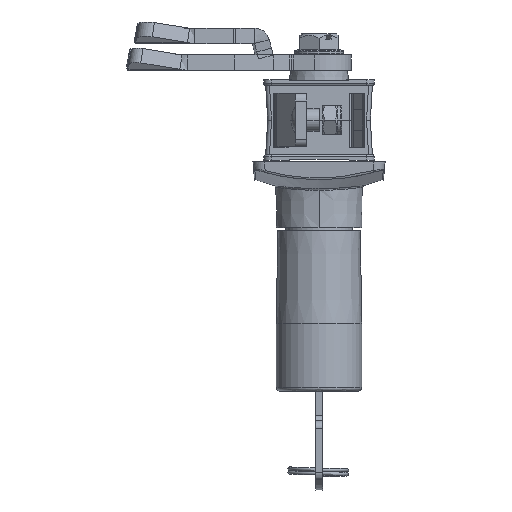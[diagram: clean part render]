
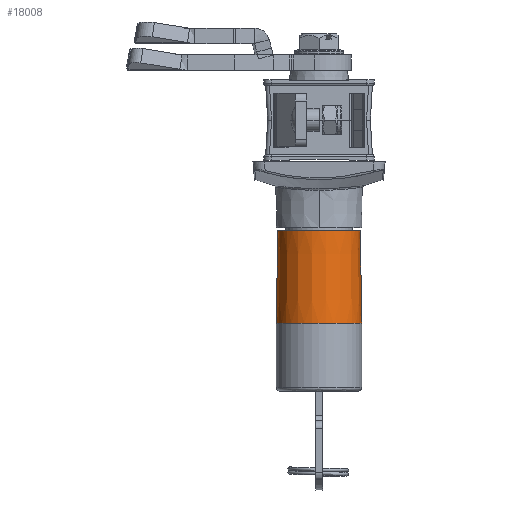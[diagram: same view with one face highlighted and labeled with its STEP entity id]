
A CAD part, left-side view. The second image highlights one B-rep face of the part: STEP entity #18008.
In plain terms, the highlighted conical face has half-angle 1 degrees and reference radius 11.242 mm.
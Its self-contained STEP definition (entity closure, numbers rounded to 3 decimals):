
#709 = AXIS2_PLACEMENT_3D ( 'NONE', #20312, #7017, #13024 ) ;
#1945 = EDGE_CURVE ( 'NONE', #28809, #12894, #7431, .T. ) ;
#2119 = AXIS2_PLACEMENT_3D ( 'NONE', #11660, #6120, #16663 ) ;
#2681 = CONICAL_SURFACE ( 'NONE', #2119, 11.242, 0.017 ) ;
#4563 = CARTESIAN_POINT ( 'NONE',  ( 0., 10.817, -0.342 ) ) ;
#4831 = DIRECTION ( 'NONE',  ( 0., -0.017, -1. ) ) ;
#4863 = DIRECTION ( 'NONE',  ( 0., 0., -1. ) ) ;
#6120 = DIRECTION ( 'NONE',  ( 0., 0., -1. ) ) ;
#6598 = CARTESIAN_POINT ( 'NONE',  ( 0., -10.817, -0.342 ) ) ;
#7017 = DIRECTION ( 'NONE',  ( 0., 0., -1. ) ) ;
#7431 = LINE ( 'NONE', #31235, #26584 ) ;
#7511 = CIRCLE ( 'NONE', #10811, 10.817 ) ;
#8556 = CARTESIAN_POINT ( 'NONE',  ( 0., 11.242, -24.684 ) ) ;
#10560 = CARTESIAN_POINT ( 'NONE',  ( 0., 0., -0.342 ) ) ;
#10811 = AXIS2_PLACEMENT_3D ( 'NONE', #10560, #4863, #33684 ) ;
#11660 = CARTESIAN_POINT ( 'NONE',  ( 0., 0., -24.684 ) ) ;
#12757 = DIRECTION ( 'NONE',  ( 0., 0.017, -1. ) ) ;
#12894 = VERTEX_POINT ( 'NONE', #21151 ) ;
#13024 = DIRECTION ( 'NONE',  ( 0., 1., 0. ) ) ;
#13307 = VERTEX_POINT ( 'NONE', #8556 ) ;
#13321 = ORIENTED_EDGE ( 'NONE', *, *, #1945, .F. ) ;
#13418 = EDGE_LOOP ( 'NONE', ( #13321, #19680, #23290, #20782 ) ) ;
#13741 = FACE_OUTER_BOUND ( 'NONE', #13418, .T. ) ;
#15583 = CIRCLE ( 'NONE', #709, 11.242 ) ;
#16663 = DIRECTION ( 'NONE',  ( 0., 1., 0. ) ) ;
#18008 = ADVANCED_FACE ( 'NONE', ( #13741 ), #2681, .T. ) ;
#19680 = ORIENTED_EDGE ( 'NONE', *, *, #29940, .T. ) ;
#20312 = CARTESIAN_POINT ( 'NONE',  ( 0., 0., -24.684 ) ) ;
#20782 = ORIENTED_EDGE ( 'NONE', *, *, #23590, .F. ) ;
#21151 = CARTESIAN_POINT ( 'NONE',  ( 0., -11.242, -24.684 ) ) ;
#23277 = EDGE_CURVE ( 'NONE', #28552, #13307, #28786, .T. ) ;
#23290 = ORIENTED_EDGE ( 'NONE', *, *, #23277, .T. ) ;
#23590 = EDGE_CURVE ( 'NONE', #12894, #13307, #15583, .T. ) ;
#26539 = VECTOR ( 'NONE', #12757, 1000. ) ;
#26584 = VECTOR ( 'NONE', #4831, 1000. ) ;
#28552 = VERTEX_POINT ( 'NONE', #4563 ) ;
#28786 = LINE ( 'NONE', #33632, #26539 ) ;
#28809 = VERTEX_POINT ( 'NONE', #6598 ) ;
#29940 = EDGE_CURVE ( 'NONE', #28809, #28552, #7511, .T. ) ;
#31235 = CARTESIAN_POINT ( 'NONE',  ( 0., -11.242, -24.684 ) ) ;
#33632 = CARTESIAN_POINT ( 'NONE',  ( 0., 11.242, -24.684 ) ) ;
#33684 = DIRECTION ( 'NONE',  ( 0., 1., 0. ) ) ;
